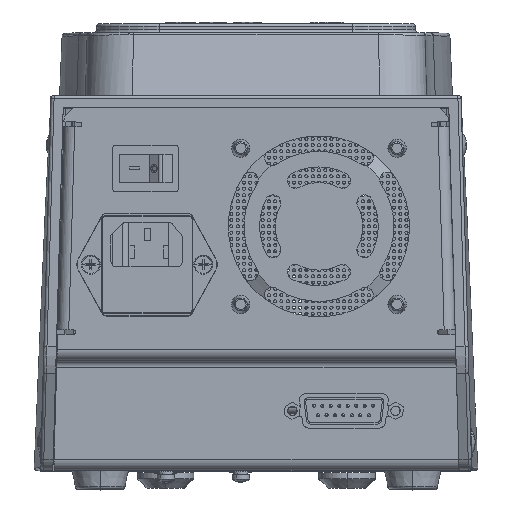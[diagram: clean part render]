
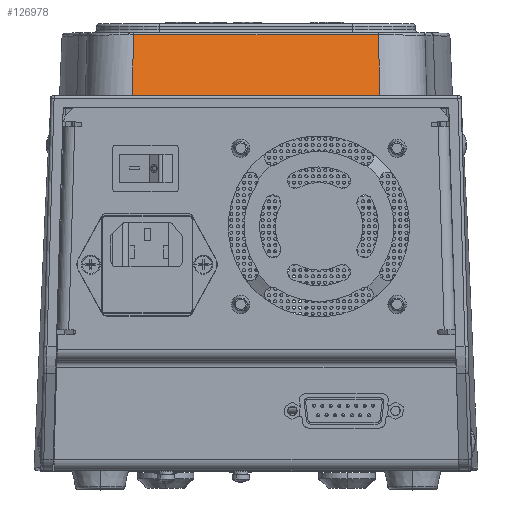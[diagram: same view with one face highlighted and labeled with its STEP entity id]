
A CAD part, top view. The second image highlights one B-rep face of the part: STEP entity #126978.
In plain terms, the highlighted planar face has unit normal (0, 0.259, 0.966).
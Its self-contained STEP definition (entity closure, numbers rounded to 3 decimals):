
#493 = LINE ( 'NONE', #73949, #101873 ) ;
#1375 = CARTESIAN_POINT ( 'NONE',  ( 38.989, 139.259, -7.16 ) ) ;
#2035 = DIRECTION ( 'NONE',  ( 0., -0.966, 0.259 ) ) ;
#7412 = ORIENTED_EDGE ( 'NONE', *, *, #41754, .T. ) ;
#10047 = EDGE_LOOP ( 'NONE', ( #106114, #74413, #7412, #97084 ) ) ;
#13999 = VERTEX_POINT ( 'NONE', #110470 ) ;
#22629 = DIRECTION ( 'NONE',  ( -1., 0., 0. ) ) ;
#28912 = CARTESIAN_POINT ( 'NONE',  ( 39.54, 120., -2. ) ) ;
#29530 = LINE ( 'NONE', #40754, #78665 ) ;
#33476 = VERTEX_POINT ( 'NONE', #1375 ) ;
#33551 = VECTOR ( 'NONE', #76277, 1000. ) ;
#34896 = DIRECTION ( 'NONE',  ( -0.028, 0.966, -0.259 ) ) ;
#40754 = CARTESIAN_POINT ( 'NONE',  ( -39.729, 122.948, -2.79 ) ) ;
#41754 = EDGE_CURVE ( 'NONE', #117217, #13999, #29530, .T. ) ;
#49567 = EDGE_CURVE ( 'NONE', #107045, #13999, #108286, .T. ) ;
#52151 = FACE_OUTER_BOUND ( 'NONE', #10047, .T. ) ;
#54824 = EDGE_CURVE ( 'NONE', #33476, #117217, #59528, .T. ) ;
#58361 = EDGE_CURVE ( 'NONE', #107045, #33476, #493, .T. ) ;
#59528 = LINE ( 'NONE', #66396, #33551 ) ;
#60847 = DIRECTION ( 'NONE',  ( 0., -0.259, -0.966 ) ) ;
#66396 = CARTESIAN_POINT ( 'NONE',  ( -39.241, 139.259, -7.16 ) ) ;
#73949 = CARTESIAN_POINT ( 'NONE',  ( 38.98, 139.603, -7.253 ) ) ;
#74413 = ORIENTED_EDGE ( 'NONE', *, *, #54824, .T. ) ;
#76277 = DIRECTION ( 'NONE',  ( -1., 0., 0. ) ) ;
#78665 = VECTOR ( 'NONE', #79791, 1000. ) ;
#79791 = DIRECTION ( 'NONE',  ( -0.028, -0.966, 0.259 ) ) ;
#80204 = PLANE ( 'NONE',  #103305 ) ;
#82309 = VECTOR ( 'NONE', #22629, 1000. ) ;
#89598 = CARTESIAN_POINT ( 'NONE',  ( -39.263, 139.259, -7.16 ) ) ;
#97084 = ORIENTED_EDGE ( 'NONE', *, *, #49567, .F. ) ;
#101873 = VECTOR ( 'NONE', #34896, 1000. ) ;
#103305 = AXIS2_PLACEMENT_3D ( 'NONE', #119610, #60847, #2035 ) ;
#106114 = ORIENTED_EDGE ( 'NONE', *, *, #58361, .T. ) ;
#107045 = VERTEX_POINT ( 'NONE', #28912 ) ;
#108286 = LINE ( 'NONE', #110537, #82309 ) ;
#110470 = CARTESIAN_POINT ( 'NONE',  ( -39.813, 120., -2. ) ) ;
#110537 = CARTESIAN_POINT ( 'NONE',  ( -73.626, 120., -2. ) ) ;
#117217 = VERTEX_POINT ( 'NONE', #89598 ) ;
#119610 = CARTESIAN_POINT ( 'NONE',  ( 70.863, 120., -2. ) ) ;
#126978 = ADVANCED_FACE ( 'NONE', ( #52151 ), #80204, .F. ) ;
